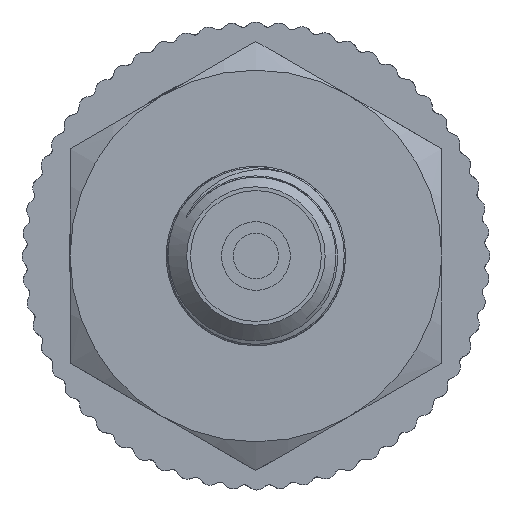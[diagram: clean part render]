
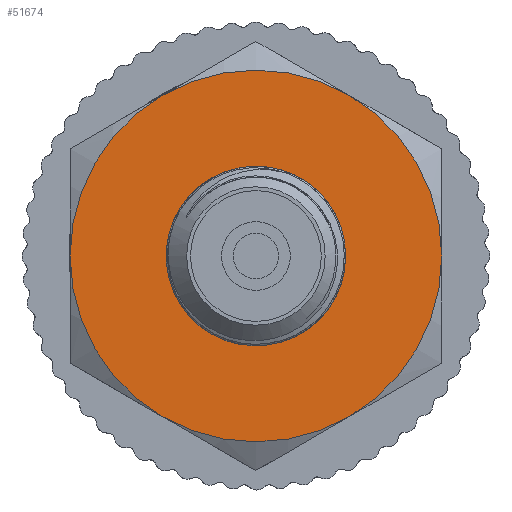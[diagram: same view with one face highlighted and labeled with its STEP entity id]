
A CAD part, left-side view. The second image highlights one B-rep face of the part: STEP entity #51674.
In plain terms, the highlighted face is planar.
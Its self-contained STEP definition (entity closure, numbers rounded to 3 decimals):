
#1134=FACE_BOUND('',#8382,.T.);
#2981=PLANE('',#55883);
#5664=FACE_OUTER_BOUND('',#8381,.T.);
#8381=EDGE_LOOP('',(#48204));
#8382=EDGE_LOOP('',(#48205));
#9275=CIRCLE('',#55882,13.5);
#9276=CIRCLE('',#55884,6.5);
#24835=VERTEX_POINT('',#121730);
#24836=VERTEX_POINT('',#121734);
#32629=EDGE_CURVE('',#24835,#24835,#9275,.T.);
#32631=EDGE_CURVE('',#24836,#24836,#9276,.T.);
#48204=ORIENTED_EDGE('',*,*,#32629,.T.);
#48205=ORIENTED_EDGE('',*,*,#32631,.F.);
#51674=ADVANCED_FACE('',(#5664,#1134),#2981,.T.);
#55882=AXIS2_PLACEMENT_3D('',#121731,#68597,#68598);
#55883=AXIS2_PLACEMENT_3D('',#121733,#68600,#68601);
#55884=AXIS2_PLACEMENT_3D('',#121735,#68602,#68603);
#68597=DIRECTION('center_axis',(1.,0.,0.));
#68598=DIRECTION('ref_axis',(0.,0.,-1.));
#68600=DIRECTION('center_axis',(1.,0.,0.));
#68601=DIRECTION('ref_axis',(0.,0.,-1.));
#68602=DIRECTION('center_axis',(1.,0.,0.));
#68603=DIRECTION('ref_axis',(0.,0.,-1.));
#121730=CARTESIAN_POINT('',(-11.,-13.5,0.));
#121731=CARTESIAN_POINT('Origin',(-11.,0.,0.));
#121733=CARTESIAN_POINT('Origin',(-11.,6.5,0.));
#121734=CARTESIAN_POINT('',(-11.,0.,6.5));
#121735=CARTESIAN_POINT('Origin',(-11.,0.,0.));
